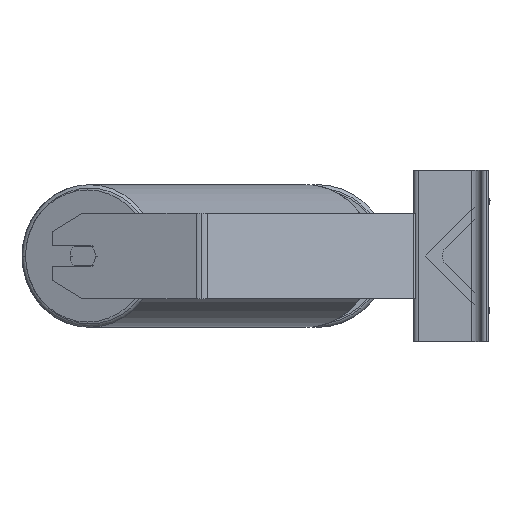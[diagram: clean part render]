
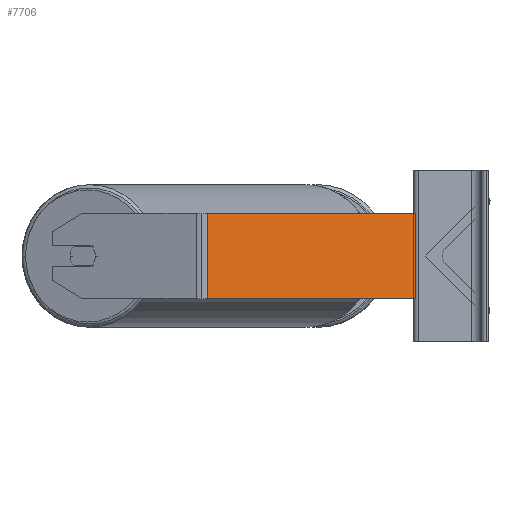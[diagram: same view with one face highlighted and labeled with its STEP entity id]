
A CAD part, left-side view. The second image highlights one B-rep face of the part: STEP entity #7706.
In plain terms, the highlighted planar face has unit normal (-0.94, -0.342, 0).
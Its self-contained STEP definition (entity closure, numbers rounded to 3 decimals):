
#382 = DIRECTION ( 'NONE',  ( 0.342, -0.94, 0. ) ) ;
#490 = VECTOR ( 'NONE', #382, 1000. ) ;
#501 = CARTESIAN_POINT ( 'NONE',  ( -960.053, 208.237, 40. ) ) ;
#853 = DIRECTION ( 'NONE',  ( 0.94, 0.342, 0. ) ) ;
#957 = VERTEX_POINT ( 'NONE', #6906 ) ;
#975 = CARTESIAN_POINT ( 'NONE',  ( -960.053, 208.237, -40. ) ) ;
#1151 = AXIS2_PLACEMENT_3D ( 'NONE', #3408, #853, #1837 ) ;
#1271 = EDGE_LOOP ( 'NONE', ( #7180, #6125, #4513, #3717 ) ) ;
#1523 = EDGE_CURVE ( 'NONE', #2442, #7755, #6549, .T. ) ;
#1622 = PLANE ( 'NONE',  #1151 ) ;
#1837 = DIRECTION ( 'NONE',  ( -0.342, 0.94, 0. ) ) ;
#2379 = CARTESIAN_POINT ( 'NONE',  ( -958.061, 202.765, 40. ) ) ;
#2442 = VERTEX_POINT ( 'NONE', #6557 ) ;
#2793 = LINE ( 'NONE', #8390, #3936 ) ;
#2841 = DIRECTION ( 'NONE',  ( 0., 0., -1. ) ) ;
#3408 = CARTESIAN_POINT ( 'NONE',  ( -960.053, 208.237, 40. ) ) ;
#3717 = ORIENTED_EDGE ( 'NONE', *, *, #4328, .T. ) ;
#3790 = EDGE_CURVE ( 'NONE', #957, #7755, #2793, .T. ) ;
#3936 = VECTOR ( 'NONE', #2841, 1000. ) ;
#4152 = EDGE_CURVE ( 'NONE', #6998, #957, #6965, .T. ) ;
#4305 = DIRECTION ( 'NONE',  ( 0.342, -0.94, 0. ) ) ;
#4328 = EDGE_CURVE ( 'NONE', #6998, #2442, #4955, .T. ) ;
#4513 = ORIENTED_EDGE ( 'NONE', *, *, #4152, .F. ) ;
#4925 = VECTOR ( 'NONE', #4305, 1000. ) ;
#4955 = LINE ( 'NONE', #8155, #7388 ) ;
#5092 = FACE_OUTER_BOUND ( 'NONE', #1271, .T. ) ;
#6125 = ORIENTED_EDGE ( 'NONE', *, *, #3790, .F. ) ;
#6549 = LINE ( 'NONE', #975, #4925 ) ;
#6557 = CARTESIAN_POINT ( 'NONE',  ( -958.061, 202.765, -40. ) ) ;
#6906 = CARTESIAN_POINT ( 'NONE',  ( -887.518, 8.948, 40. ) ) ;
#6965 = LINE ( 'NONE', #501, #490 ) ;
#6998 = VERTEX_POINT ( 'NONE', #2379 ) ;
#7180 = ORIENTED_EDGE ( 'NONE', *, *, #1523, .T. ) ;
#7388 = VECTOR ( 'NONE', #9913, 1000. ) ;
#7706 = ADVANCED_FACE ( 'NONE', ( #5092 ), #1622, .F. ) ;
#7755 = VERTEX_POINT ( 'NONE', #10001 ) ;
#8155 = CARTESIAN_POINT ( 'NONE',  ( -958.061, 202.765, 40. ) ) ;
#8390 = CARTESIAN_POINT ( 'NONE',  ( -887.518, 8.948, 40. ) ) ;
#9913 = DIRECTION ( 'NONE',  ( 0., 0., -1. ) ) ;
#10001 = CARTESIAN_POINT ( 'NONE',  ( -887.518, 8.948, -40. ) ) ;
